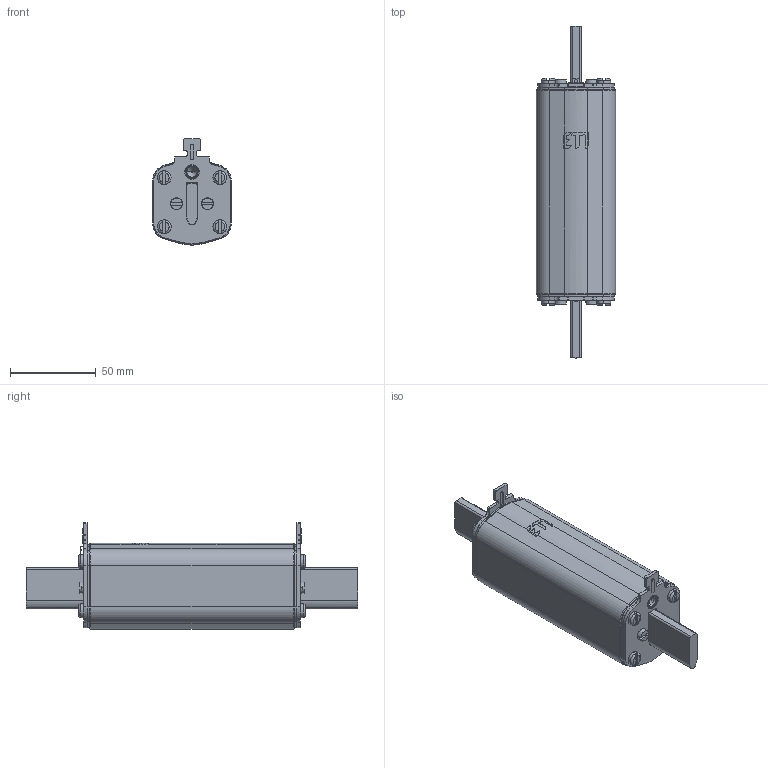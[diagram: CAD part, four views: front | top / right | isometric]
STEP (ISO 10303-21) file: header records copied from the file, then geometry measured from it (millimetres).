
FILE_DESCRIPTION((''),'2;1');
FILE_NAME('004733213_ASM','2021-12-10T',('said.beganovic'),('Audax d.o.o.'),'CREO PARAMETRIC BY PTC INC, 2017020','CREO PARAMETRIC BY PTC INC, 2017020','');
FILE_SCHEMA(('AUTOMOTIVE_DESIGN { 1 0 10303 214 1 1 1 1 }'));
Length unit declared in the file: millimetre
Products named in the file (11): 0000029730; 0000015141; 0000016080; 0000015700_AF0; 0000015247_AF0; 0000015701_ASM; 0000015999; 0000015360; 0000015419; 0000016201_AF0; 004733213_ASM
Assembly tree (24 placements, depth 3):
  004733213_ASM
    0000029730
    0000015141  x2
    0000016080  x2
    0000015701_ASM  x2
      0000015700_AF0
      0000015247_AF0
    0000015999  x2
    0000015360  x8
    0000015419  x4
    0000016201_AF0
Bounding box: 46 x 193 x 61.79 mm (x, y, z)
Volume: 266148.5 mm3; surface area: 57458.2 mm2
Topology: 24 solids, 40 shells, 844 faces, 2065 edges, 1292 vertices
Faces by surface type: cylinder 334, plane 299, cone 96, torus 68, extrusion 33, bspline 14
Entity records: 25707 total; most frequent: CARTESIAN_POINT 4374, DIRECTION 2509, ORIENTED_EDGE 2262, PRESENTATION_STYLE_ASSIGNMENT 1677, STYLED_ITEM 1621, CURVE_STYLE 1186, EDGE_CURVE 1153, AXIS2_PLACEMENT_3D 952
